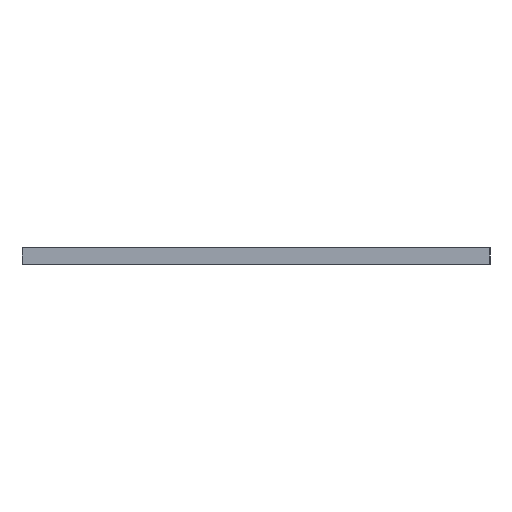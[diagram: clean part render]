
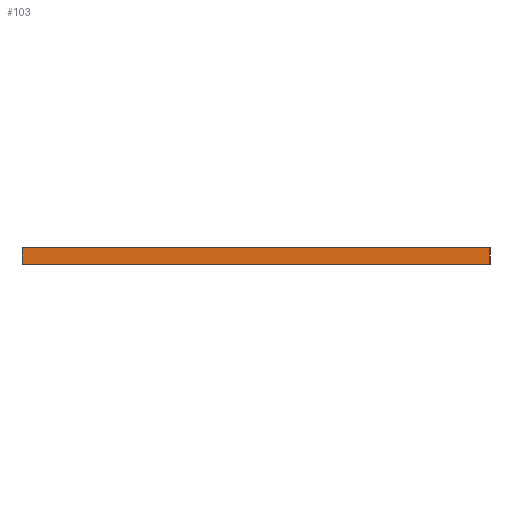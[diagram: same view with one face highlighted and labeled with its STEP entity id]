
A CAD part, left-side view. The second image highlights one B-rep face of the part: STEP entity #103.
In plain terms, the highlighted planar face has unit normal (-1, 0, 0).
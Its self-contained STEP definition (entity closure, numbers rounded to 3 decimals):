
#5 = LINE ( 'NONE', #769, #581 ) ;
#71 = CARTESIAN_POINT ( 'NONE',  ( -215., -45., 3.175 ) ) ;
#82 = ORIENTED_EDGE ( 'NONE', *, *, #215, .F. ) ;
#95 = FACE_OUTER_BOUND ( 'NONE', #737, .T. ) ;
#103 = ADVANCED_FACE ( 'NONE', ( #95 ), #463, .F. ) ;
#104 = DIRECTION ( 'NONE',  ( 1., 0., 0. ) ) ;
#164 = CARTESIAN_POINT ( 'NONE',  ( -215., 45., 0. ) ) ;
#170 = CARTESIAN_POINT ( 'NONE',  ( -215., -45., 3.175 ) ) ;
#195 = EDGE_CURVE ( 'NONE', #764, #547, #708, .T. ) ;
#208 = DIRECTION ( 'NONE',  ( 0., 0., -1. ) ) ;
#212 = CARTESIAN_POINT ( 'NONE',  ( -215., -45., 3.175 ) ) ;
#215 = EDGE_CURVE ( 'NONE', #764, #563, #450, .T. ) ;
#234 = VECTOR ( 'NONE', #298, 1000. ) ;
#235 = CARTESIAN_POINT ( 'NONE',  ( -215., -45., 3.175 ) ) ;
#266 = LINE ( 'NONE', #212, #355 ) ;
#298 = DIRECTION ( 'NONE',  ( 0., 0., -1. ) ) ;
#343 = EDGE_CURVE ( 'NONE', #547, #586, #5, .T. ) ;
#355 = VECTOR ( 'NONE', #208, 1000. ) ;
#362 = CARTESIAN_POINT ( 'NONE',  ( -215., 45., 3.175 ) ) ;
#371 = VECTOR ( 'NONE', #424, 1000. ) ;
#424 = DIRECTION ( 'NONE',  ( 0., -1., 0. ) ) ;
#432 = DIRECTION ( 'NONE',  ( 0., -1., 0. ) ) ;
#450 = LINE ( 'NONE', #235, #371 ) ;
#458 = AXIS2_PLACEMENT_3D ( 'NONE', #170, #104, #595 ) ;
#463 = PLANE ( 'NONE',  #458 ) ;
#479 = ORIENTED_EDGE ( 'NONE', *, *, #195, .T. ) ;
#528 = ORIENTED_EDGE ( 'NONE', *, *, #343, .T. ) ;
#547 = VERTEX_POINT ( 'NONE', #164 ) ;
#563 = VERTEX_POINT ( 'NONE', #71 ) ;
#574 = CARTESIAN_POINT ( 'NONE',  ( -215., -45., 0. ) ) ;
#581 = VECTOR ( 'NONE', #432, 1000. ) ;
#586 = VERTEX_POINT ( 'NONE', #574 ) ;
#595 = DIRECTION ( 'NONE',  ( 0., 0., -1. ) ) ;
#619 = ORIENTED_EDGE ( 'NONE', *, *, #693, .F. ) ;
#649 = CARTESIAN_POINT ( 'NONE',  ( -215., 45., 3.175 ) ) ;
#693 = EDGE_CURVE ( 'NONE', #563, #586, #266, .T. ) ;
#708 = LINE ( 'NONE', #362, #234 ) ;
#737 = EDGE_LOOP ( 'NONE', ( #528, #619, #82, #479 ) ) ;
#764 = VERTEX_POINT ( 'NONE', #649 ) ;
#769 = CARTESIAN_POINT ( 'NONE',  ( -215., -45., 0. ) ) ;
